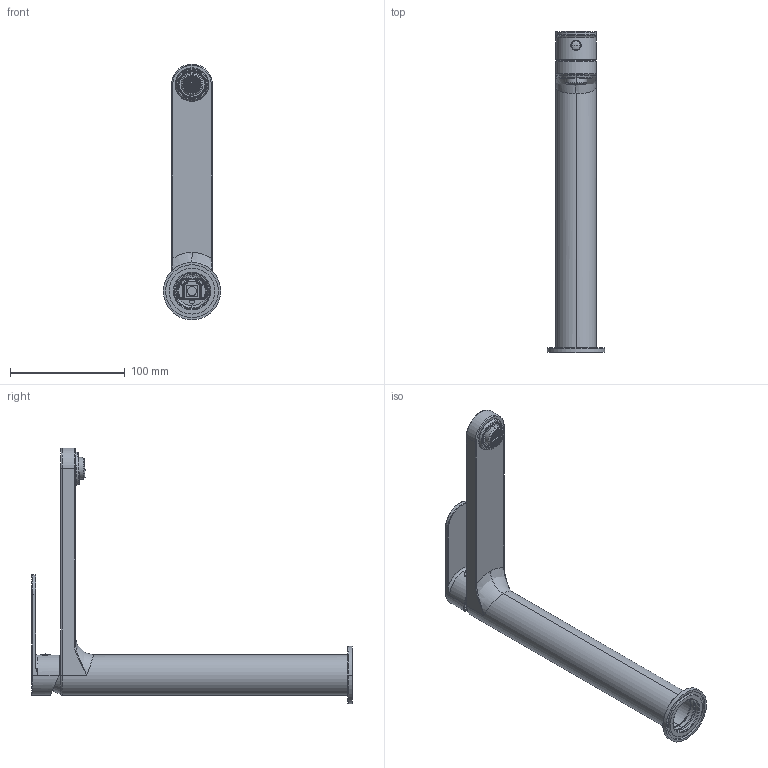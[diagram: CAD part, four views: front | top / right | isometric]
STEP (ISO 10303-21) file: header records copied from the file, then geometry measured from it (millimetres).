
FILE_DESCRIPTION((''),'2;1');
FILE_NAME('AUNO222_001','2022-09-06T18:23:00',('Michela Ferrini'),(''),'CREO PARAMETRIC BY PTC INC, 2020281','CREO PARAMETRIC BY PTC INC, 2020281','');
FILE_SCHEMA(('CONFIG_CONTROL_DESIGN'));
Products named in the file (8): AUNO222C002; SCCMAC0013; AUNO005C001; SPLMAC0001; SBTMAC0002; SARMAC0023; SARMAC0016; AUNO222_001
Assembly tree (7 placements, depth 2):
  AUNO222_001
    AUNO222C002
    SCCMAC0013
    AUNO005C001
    SPLMAC0001
    SBTMAC0002
    SARMAC0023
    SARMAC0016
Bounding box: 50 x 279.53 x 222.75 mm (x, y, z)
Volume: 149639.4 mm3; surface area: 110472.8 mm2
Topology: 7 solids, 16 shells, 1569 faces, 4522 edges, 2960 vertices
Faces by surface type: plane 1126, cylinder 212, bspline 105, torus 69, cone 49, sphere 8
Entity records: 61443 total; most frequent: CARTESIAN_POINT 18917, ORIENTED_EDGE 8947, DIRECTION 8867, EDGE_CURVE 4495, AXIS2_PLACEMENT_3D 3101, VERTEX_POINT 2909, VECTOR 2665, LINE 2665
